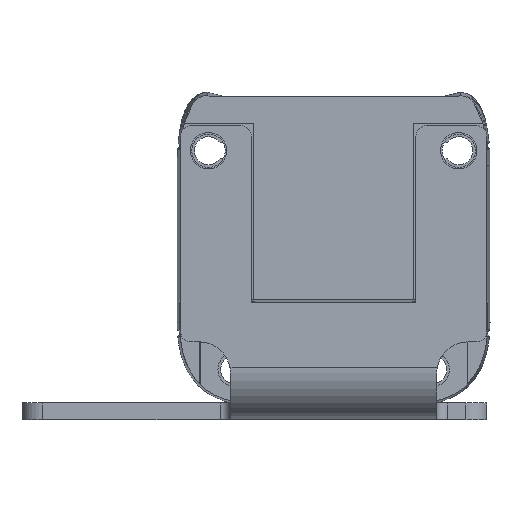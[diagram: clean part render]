
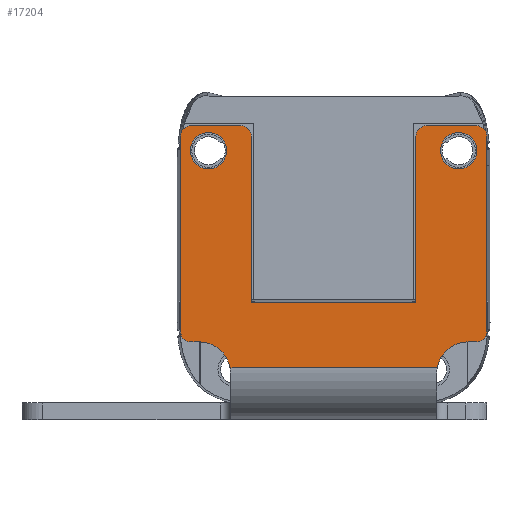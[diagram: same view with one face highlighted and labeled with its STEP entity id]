
A CAD part, front view. The second image highlights one B-rep face of the part: STEP entity #17204.
In plain terms, the highlighted planar face has unit normal (0, -1, 0).
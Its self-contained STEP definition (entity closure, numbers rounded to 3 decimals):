
#16263=DIRECTION('',(-1.,0.,0.));
#16264=VECTOR('',#16263,19.878);
#16265=CARTESIAN_POINT('',(9.939,105.8,-138.994));
#16266=LINE('',#16265,#16264);
#16286=CARTESIAN_POINT('',(12.89,105.8,-139.533));
#16287=DIRECTION('',(0.,1.,0.));
#16288=DIRECTION('',(-0.984,0.,0.18));
#16289=AXIS2_PLACEMENT_3D('',#16286,#16287,#16288);
#16291=CARTESIAN_POINT('',(-12.89,105.8,-139.533));
#16292=DIRECTION('',(0.,1.,0.));
#16293=DIRECTION('',(0.,0.,1.));
#16294=AXIS2_PLACEMENT_3D('',#16291,#16292,#16293);
#16296=CARTESIAN_POINT('',(-13.69,105.8,-135.533));
#16297=DIRECTION('',(0.,-1.,0.));
#16298=DIRECTION('',(-1.,0.,0.));
#16299=AXIS2_PLACEMENT_3D('',#16296,#16297,#16298);
#16301=DIRECTION('',(0.,0.,-1.));
#16302=VECTOR('',#16301,18.733);
#16303=CARTESIAN_POINT('',(-14.69,105.8,-116.8));
#16304=LINE('',#16303,#16302);
#16305=CARTESIAN_POINT('',(-13.69,105.8,-116.8));
#16306=DIRECTION('',(0.,-1.,0.));
#16307=DIRECTION('',(0.,0.,1.));
#16308=AXIS2_PLACEMENT_3D('',#16305,#16306,#16307);
#16310=DIRECTION('',(-1.,0.,0.));
#16311=VECTOR('',#16310,4.8);
#16312=CARTESIAN_POINT('',(-8.89,105.8,-115.8));
#16313=LINE('',#16312,#16311);
#16314=CARTESIAN_POINT('',(-8.89,105.8,-116.8));
#16315=DIRECTION('',(0.,-1.,0.));
#16316=DIRECTION('',(1.,0.,0.));
#16317=AXIS2_PLACEMENT_3D('',#16314,#16315,#16316);
#16319=DIRECTION('',(-1.,0.,0.));
#16320=VECTOR('',#16319,15.78);
#16321=CARTESIAN_POINT('',(7.89,105.8,-132.733));
#16322=LINE('',#16321,#16320);
#16323=DIRECTION('',(0.,0.,-1.));
#16324=VECTOR('',#16323,15.933);
#16325=CARTESIAN_POINT('',(7.89,105.8,-116.8));
#16326=LINE('',#16325,#16324);
#16327=CARTESIAN_POINT('',(8.89,105.8,-116.8));
#16328=DIRECTION('',(0.,-1.,0.));
#16329=DIRECTION('',(0.,0.,1.));
#16330=AXIS2_PLACEMENT_3D('',#16327,#16328,#16329);
#16332=CARTESIAN_POINT('',(13.69,105.8,-116.8));
#16333=DIRECTION('',(0.,-1.,0.));
#16334=DIRECTION('',(1.,0.,0.));
#16335=AXIS2_PLACEMENT_3D('',#16332,#16333,#16334);
#16337=CARTESIAN_POINT('',(13.69,105.8,-135.533));
#16338=DIRECTION('',(0.,-1.,0.));
#16339=DIRECTION('',(0.,0.,-1.));
#16340=AXIS2_PLACEMENT_3D('',#16337,#16338,#16339);
#16342=DIRECTION('',(1.,0.,0.));
#16343=VECTOR('',#16342,0.8);
#16344=CARTESIAN_POINT('',(12.89,105.8,-136.533));
#16345=LINE('',#16344,#16343);
#16346=CARTESIAN_POINT('',(-12.,105.8,-118.2));
#16347=DIRECTION('',(0.,1.,0.));
#16348=DIRECTION('',(0.,0.,1.));
#16349=AXIS2_PLACEMENT_3D('',#16346,#16347,#16348);
#16351=CARTESIAN_POINT('',(-12.,105.8,-118.2));
#16352=DIRECTION('',(0.,1.,0.));
#16353=DIRECTION('',(-1.,0.,0.));
#16354=AXIS2_PLACEMENT_3D('',#16351,#16352,#16353);
#16356=CARTESIAN_POINT('',(-12.,105.8,-118.2));
#16357=DIRECTION('',(0.,1.,0.));
#16358=DIRECTION('',(1.,0.,0.));
#16359=AXIS2_PLACEMENT_3D('',#16356,#16357,#16358);
#16361=CARTESIAN_POINT('',(12.,105.8,-118.2));
#16362=DIRECTION('',(0.,1.,0.));
#16363=DIRECTION('',(0.,0.,-1.));
#16364=AXIS2_PLACEMENT_3D('',#16361,#16362,#16363);
#16366=CARTESIAN_POINT('',(12.,105.8,-118.2));
#16367=DIRECTION('',(0.,1.,0.));
#16368=DIRECTION('',(1.,0.,0.));
#16369=AXIS2_PLACEMENT_3D('',#16366,#16367,#16368);
#16371=CARTESIAN_POINT('',(12.,105.8,-118.2));
#16372=DIRECTION('',(0.,1.,0.));
#16373=DIRECTION('',(0.,0.,1.));
#16374=AXIS2_PLACEMENT_3D('',#16371,#16372,#16373);
#16376=CARTESIAN_POINT('',(12.,105.8,-118.2));
#16377=DIRECTION('',(0.,1.,0.));
#16378=DIRECTION('',(-1.,0.,0.));
#16379=AXIS2_PLACEMENT_3D('',#16376,#16377,#16378);
#16381=DIRECTION('',(-1.,0.,0.));
#16382=VECTOR('',#16381,0.8);
#16383=CARTESIAN_POINT('',(-12.89,105.8,-136.533));
#16384=LINE('',#16383,#16382);
#16481=DIRECTION('',(0.,0.,-1.));
#16482=VECTOR('',#16481,18.733);
#16483=CARTESIAN_POINT('',(14.69,105.8,-116.8));
#16484=LINE('',#16483,#16482);
#16493=DIRECTION('',(1.,0.,0.));
#16494=VECTOR('',#16493,4.8);
#16495=CARTESIAN_POINT('',(8.89,105.8,-115.8));
#16496=LINE('',#16495,#16494);
#16521=DIRECTION('',(0.,0.,-1.));
#16522=VECTOR('',#16521,15.933);
#16523=CARTESIAN_POINT('',(-7.89,105.8,-116.8));
#16524=LINE('',#16523,#16522);
#16715=CARTESIAN_POINT('',(9.939,105.8,-138.994));
#16716=CARTESIAN_POINT('',(12.89,105.8,-136.533));
#16717=VERTEX_POINT('',#16715);
#16718=VERTEX_POINT('',#16716);
#16719=CARTESIAN_POINT('',(13.69,105.8,-136.533));
#16720=VERTEX_POINT('',#16719);
#16721=CARTESIAN_POINT('',(14.69,105.8,-135.533));
#16722=VERTEX_POINT('',#16721);
#16723=CARTESIAN_POINT('',(14.69,105.8,-116.8));
#16724=VERTEX_POINT('',#16723);
#16725=CARTESIAN_POINT('',(13.69,105.8,-115.8));
#16726=VERTEX_POINT('',#16725);
#16727=CARTESIAN_POINT('',(8.89,105.8,-115.8));
#16728=VERTEX_POINT('',#16727);
#16729=CARTESIAN_POINT('',(7.89,105.8,-116.8));
#16730=VERTEX_POINT('',#16729);
#16731=CARTESIAN_POINT('',(7.89,105.8,-132.733));
#16732=VERTEX_POINT('',#16731);
#16733=CARTESIAN_POINT('',(-7.89,105.8,-132.733));
#16734=VERTEX_POINT('',#16733);
#16735=CARTESIAN_POINT('',(-7.89,105.8,-116.8));
#16736=VERTEX_POINT('',#16735);
#16737=CARTESIAN_POINT('',(-8.89,105.8,-115.8));
#16738=VERTEX_POINT('',#16737);
#16739=CARTESIAN_POINT('',(-13.69,105.8,-115.8));
#16740=VERTEX_POINT('',#16739);
#16741=CARTESIAN_POINT('',(-14.69,105.8,-116.8));
#16742=VERTEX_POINT('',#16741);
#16743=CARTESIAN_POINT('',(-14.69,105.8,-135.533));
#16744=VERTEX_POINT('',#16743);
#16745=CARTESIAN_POINT('',(-13.69,105.8,-136.533));
#16746=VERTEX_POINT('',#16745);
#16747=CARTESIAN_POINT('',(-12.89,105.8,-136.533));
#16748=VERTEX_POINT('',#16747);
#16749=CARTESIAN_POINT('',(-9.939,105.8,-138.994));
#16750=VERTEX_POINT('',#16749);
#16796=CARTESIAN_POINT('',(-13.75,105.8,-118.2));
#16798=VERTEX_POINT('',#16796);
#16800=CARTESIAN_POINT('',(-10.25,105.8,-118.2));
#16802=VERTEX_POINT('',#16800);
#16803=CARTESIAN_POINT('',(-12.,105.8,-116.45));
#16804=VERTEX_POINT('',#16803);
#16806=CARTESIAN_POINT('',(13.75,105.8,-118.2));
#16808=VERTEX_POINT('',#16806);
#16810=CARTESIAN_POINT('',(10.25,105.8,-118.2));
#16812=VERTEX_POINT('',#16810);
#16813=CARTESIAN_POINT('',(12.,105.8,-119.95));
#16814=VERTEX_POINT('',#16813);
#16815=CARTESIAN_POINT('',(12.,105.8,-116.45));
#16816=VERTEX_POINT('',#16815);
#17146=CARTESIAN_POINT('',(-9.89,105.8,-142.394));
#17147=DIRECTION('',(0.,-1.,0.));
#17148=DIRECTION('',(-1.,0.,0.));
#17149=AXIS2_PLACEMENT_3D('',#17146,#17147,#17148);
#17150=PLANE('',#17149);
#17151=ORIENTED_EDGE('',*,*,#17085,.F.);
#17152=ORIENTED_EDGE('',*,*,#17115,.T.);
#17153=ORIENTED_EDGE('',*,*,#17133,.F.);
#17155=ORIENTED_EDGE('',*,*,#17154,.T.);
#17157=ORIENTED_EDGE('',*,*,#17156,.F.);
#17159=ORIENTED_EDGE('',*,*,#17158,.F.);
#17161=ORIENTED_EDGE('',*,*,#17160,.F.);
#17163=ORIENTED_EDGE('',*,*,#17162,.F.);
#17165=ORIENTED_EDGE('',*,*,#17164,.F.);
#17167=ORIENTED_EDGE('',*,*,#17166,.T.);
#17169=ORIENTED_EDGE('',*,*,#17168,.F.);
#17171=ORIENTED_EDGE('',*,*,#17170,.F.);
#17173=ORIENTED_EDGE('',*,*,#17172,.F.);
#17175=ORIENTED_EDGE('',*,*,#17174,.T.);
#17177=ORIENTED_EDGE('',*,*,#17176,.F.);
#17179=ORIENTED_EDGE('',*,*,#17178,.T.);
#17181=ORIENTED_EDGE('',*,*,#17180,.F.);
#17183=ORIENTED_EDGE('',*,*,#17182,.F.);
#17184=EDGE_LOOP('',(#17151,#17152,#17153,#17155,#17157,#17159,#17161,#17163,
#17165,#17167,#17169,#17171,#17173,#17175,#17177,#17179,#17181,#17183));
#17185=FACE_OUTER_BOUND('',#17184,.F.);
#17187=ORIENTED_EDGE('',*,*,#17186,.F.);
#17189=ORIENTED_EDGE('',*,*,#17188,.F.);
#17191=ORIENTED_EDGE('',*,*,#17190,.F.);
#17192=EDGE_LOOP('',(#17187,#17189,#17191));
#17193=FACE_BOUND('',#17192,.F.);
#17195=ORIENTED_EDGE('',*,*,#17194,.F.);
#17197=ORIENTED_EDGE('',*,*,#17196,.F.);
#17199=ORIENTED_EDGE('',*,*,#17198,.F.);
#17201=ORIENTED_EDGE('',*,*,#17200,.F.);
#17202=EDGE_LOOP('',(#17195,#17197,#17199,#17201));
#17203=FACE_BOUND('',#17202,.F.);
#16290=CIRCLE('',#16289,3.);
#16295=CIRCLE('',#16294,3.);
#16300=CIRCLE('',#16299,1.);
#16309=CIRCLE('',#16308,1.);
#16318=CIRCLE('',#16317,1.);
#16331=CIRCLE('',#16330,1.);
#16336=CIRCLE('',#16335,1.);
#16341=CIRCLE('',#16340,1.);
#16350=CIRCLE('',#16349,1.75);
#16355=CIRCLE('',#16354,1.75);
#16360=CIRCLE('',#16359,1.75);
#16365=CIRCLE('',#16364,1.75);
#16370=CIRCLE('',#16369,1.75);
#16375=CIRCLE('',#16374,1.75);
#16380=CIRCLE('',#16379,1.75);
#17085=EDGE_CURVE('',#16717,#16718,#16290,.T.);
#17115=EDGE_CURVE('',#16717,#16750,#16266,.T.);
#17133=EDGE_CURVE('',#16748,#16750,#16295,.T.);
#17154=EDGE_CURVE('',#16748,#16746,#16384,.T.);
#17156=EDGE_CURVE('',#16744,#16746,#16300,.T.);
#17158=EDGE_CURVE('',#16742,#16744,#16304,.T.);
#17160=EDGE_CURVE('',#16740,#16742,#16309,.T.);
#17162=EDGE_CURVE('',#16738,#16740,#16313,.T.);
#17164=EDGE_CURVE('',#16736,#16738,#16318,.T.);
#17166=EDGE_CURVE('',#16736,#16734,#16524,.T.);
#17168=EDGE_CURVE('',#16732,#16734,#16322,.T.);
#17170=EDGE_CURVE('',#16730,#16732,#16326,.T.);
#17172=EDGE_CURVE('',#16728,#16730,#16331,.T.);
#17174=EDGE_CURVE('',#16728,#16726,#16496,.T.);
#17176=EDGE_CURVE('',#16724,#16726,#16336,.T.);
#17178=EDGE_CURVE('',#16724,#16722,#16484,.T.);
#17180=EDGE_CURVE('',#16720,#16722,#16341,.T.);
#17182=EDGE_CURVE('',#16718,#16720,#16345,.T.);
#17186=EDGE_CURVE('',#16804,#16802,#16350,.T.);
#17188=EDGE_CURVE('',#16798,#16804,#16355,.T.);
#17190=EDGE_CURVE('',#16802,#16798,#16360,.T.);
#17194=EDGE_CURVE('',#16814,#16812,#16365,.T.);
#17196=EDGE_CURVE('',#16808,#16814,#16370,.T.);
#17198=EDGE_CURVE('',#16816,#16808,#16375,.T.);
#17200=EDGE_CURVE('',#16812,#16816,#16380,.T.);
#17204=ADVANCED_FACE('',(#17185,#17193,#17203),#17150,.T.);
